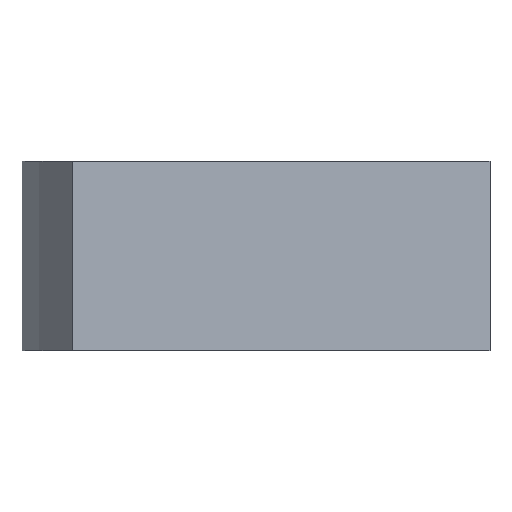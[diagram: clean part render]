
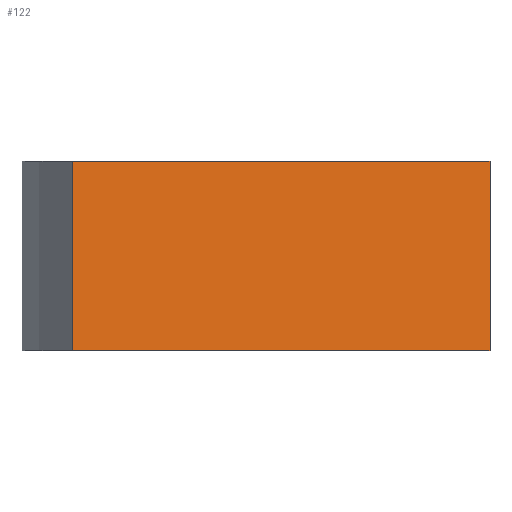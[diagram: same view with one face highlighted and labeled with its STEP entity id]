
A CAD part, front view. The second image highlights one B-rep face of the part: STEP entity #122.
In plain terms, the highlighted planar face has unit normal (0.174, -0.985, 0).
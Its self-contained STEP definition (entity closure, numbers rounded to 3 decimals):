
#18=PLANE('',#156);
#24=FACE_OUTER_BOUND('',#31,.T.);
#31=EDGE_LOOP('',(#98,#99,#100,#101));
#42=LINE('',#219,#51);
#43=LINE('',#223,#52);
#44=LINE('',#225,#53);
#45=LINE('',#226,#54);
#51=VECTOR('',#181,10.);
#52=VECTOR('',#186,10.);
#53=VECTOR('',#187,10.);
#54=VECTOR('',#188,10.);
#67=VERTEX_POINT('',#216);
#68=VERTEX_POINT('',#218);
#69=VERTEX_POINT('',#222);
#70=VERTEX_POINT('',#224);
#79=EDGE_CURVE('',#67,#68,#42,.T.);
#81=EDGE_CURVE('',#69,#67,#43,.T.);
#82=EDGE_CURVE('',#69,#70,#44,.T.);
#83=EDGE_CURVE('',#70,#68,#45,.T.);
#98=ORIENTED_EDGE('',*,*,#81,.F.);
#99=ORIENTED_EDGE('',*,*,#82,.T.);
#100=ORIENTED_EDGE('',*,*,#83,.T.);
#101=ORIENTED_EDGE('',*,*,#79,.F.);
#122=ADVANCED_FACE('',(#24),#18,.F.);
#156=AXIS2_PLACEMENT_3D('',#221,#184,#185);
#181=DIRECTION('',(0.,0.,-1.));
#184=DIRECTION('center_axis',(-0.174,0.985,0.));
#185=DIRECTION('ref_axis',(0.985,0.174,0.));
#186=DIRECTION('',(0.985,0.174,0.));
#187=DIRECTION('',(0.,0.,-1.));
#188=DIRECTION('',(0.985,0.174,0.));
#216=CARTESIAN_POINT('',(-79.376,-13.996,0.));
#218=CARTESIAN_POINT('',(-79.376,-13.996,-5.));
#219=CARTESIAN_POINT('',(-79.376,-13.996,0.));
#221=CARTESIAN_POINT('Origin',(-90.405,-15.941,0.));
#222=CARTESIAN_POINT('',(-90.405,-15.941,0.));
#223=CARTESIAN_POINT('',(-90.405,-15.941,0.));
#224=CARTESIAN_POINT('',(-90.405,-15.941,-5.));
#225=CARTESIAN_POINT('',(-90.405,-15.941,0.));
#226=CARTESIAN_POINT('',(-90.405,-15.941,-5.));
